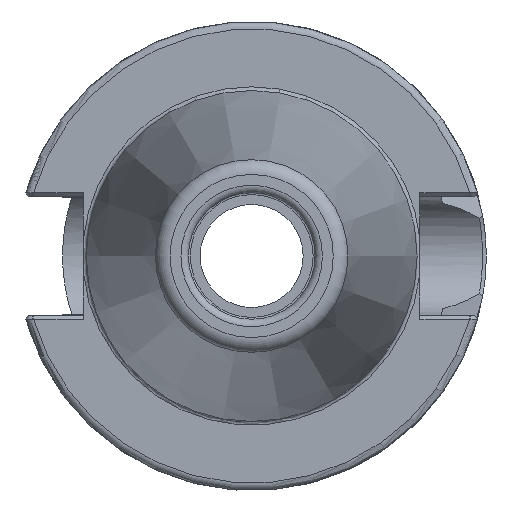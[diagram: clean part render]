
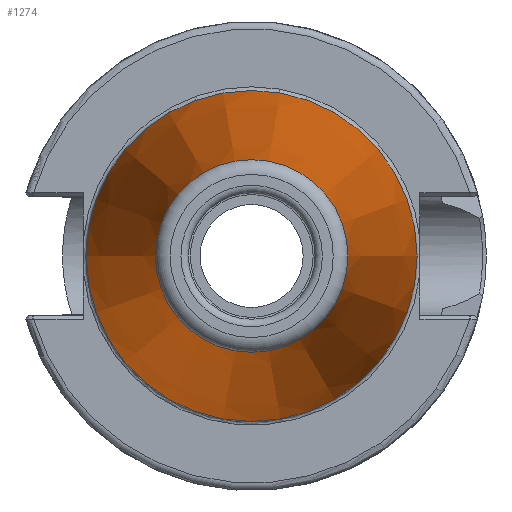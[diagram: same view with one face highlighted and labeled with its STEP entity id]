
A CAD part, left-side view. The second image highlights one B-rep face of the part: STEP entity #1274.
In plain terms, the highlighted conical face has half-angle 8.297 degrees and reference radius 17.581 mm.
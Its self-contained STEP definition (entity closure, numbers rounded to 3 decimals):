
#48=CONICAL_SURFACE('',#1432,17.581,0.145);
#110=LINE('',#2817,#173);
#173=VECTOR('',#1777,17.581);
#307=FACE_OUTER_BOUND('',#382,.T.);
#382=EDGE_LOOP('',(#1171,#1172,#1173,#1174,#1175,#1176,#1177));
#460=CIRCLE('',#1428,12.937);
#461=CIRCLE('',#1429,12.937);
#462=CIRCLE('',#1430,12.937);
#464=CIRCLE('',#1433,22.225);
#465=CIRCLE('',#1434,22.225);
#595=VERTEX_POINT('',#2805);
#596=VERTEX_POINT('',#2806);
#597=VERTEX_POINT('',#2808);
#598=VERTEX_POINT('',#2813);
#599=VERTEX_POINT('',#2814);
#787=EDGE_CURVE('',#595,#596,#460,.T.);
#788=EDGE_CURVE('',#597,#595,#461,.T.);
#789=EDGE_CURVE('',#596,#597,#462,.T.);
#791=EDGE_CURVE('',#598,#599,#464,.T.);
#792=EDGE_CURVE('',#599,#598,#465,.T.);
#793=EDGE_CURVE('',#599,#597,#110,.T.);
#1171=ORIENTED_EDGE('',*,*,#791,.F.);
#1172=ORIENTED_EDGE('',*,*,#792,.F.);
#1173=ORIENTED_EDGE('',*,*,#793,.T.);
#1174=ORIENTED_EDGE('',*,*,#788,.T.);
#1175=ORIENTED_EDGE('',*,*,#787,.T.);
#1176=ORIENTED_EDGE('',*,*,#789,.T.);
#1177=ORIENTED_EDGE('',*,*,#793,.F.);
#1274=ADVANCED_FACE('',(#307),#48,.T.);
#1428=AXIS2_PLACEMENT_3D('',#2807,#1763,#1764);
#1429=AXIS2_PLACEMENT_3D('',#2809,#1765,#1766);
#1430=AXIS2_PLACEMENT_3D('',#2810,#1767,#1768);
#1432=AXIS2_PLACEMENT_3D('',#2812,#1771,#1772);
#1433=AXIS2_PLACEMENT_3D('',#2815,#1773,#1774);
#1434=AXIS2_PLACEMENT_3D('',#2816,#1775,#1776);
#1763=DIRECTION('center_axis',(1.,0.,0.));
#1764=DIRECTION('ref_axis',(0.,0.,-1.));
#1765=DIRECTION('center_axis',(1.,0.,0.));
#1766=DIRECTION('ref_axis',(0.,0.,-1.));
#1767=DIRECTION('center_axis',(1.,0.,0.));
#1768=DIRECTION('ref_axis',(0.,0.,-1.));
#1771=DIRECTION('center_axis',(1.,0.,0.));
#1772=DIRECTION('ref_axis',(0.,1.,0.));
#1773=DIRECTION('center_axis',(1.,0.,0.));
#1774=DIRECTION('ref_axis',(0.,0.,-1.));
#1775=DIRECTION('center_axis',(1.,0.,0.));
#1776=DIRECTION('ref_axis',(0.,0.,-1.));
#1777=DIRECTION('',(-0.99,0.144,0.));
#2805=CARTESIAN_POINT('',(-63.689,12.937,0.));
#2806=CARTESIAN_POINT('',(-63.689,0.,12.937));
#2807=CARTESIAN_POINT('Origin',(-63.689,0.,
0.));
#2808=CARTESIAN_POINT('',(-63.689,-12.937,0.));
#2809=CARTESIAN_POINT('Origin',(-63.689,0.,
0.));
#2810=CARTESIAN_POINT('Origin',(-63.689,0.,
0.));
#2812=CARTESIAN_POINT('Origin',(-31.844,0.,
0.));
#2813=CARTESIAN_POINT('',(0.,22.225,0.));
#2814=CARTESIAN_POINT('',(0.,-22.225,0.));
#2815=CARTESIAN_POINT('Origin',(0.,0.,
0.));
#2816=CARTESIAN_POINT('Origin',(0.,0.,
0.));
#2817=CARTESIAN_POINT('',(-31.844,-17.581,0.));
